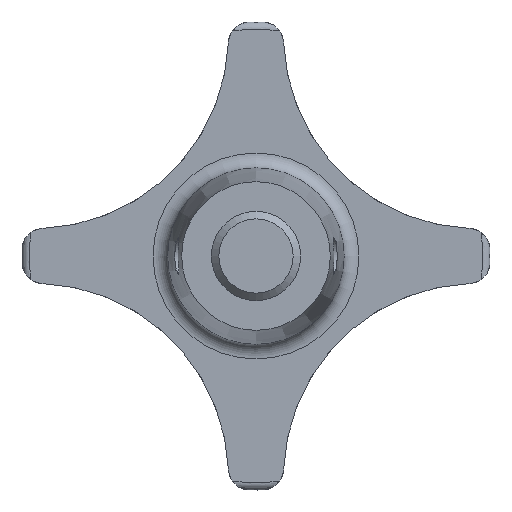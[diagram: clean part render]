
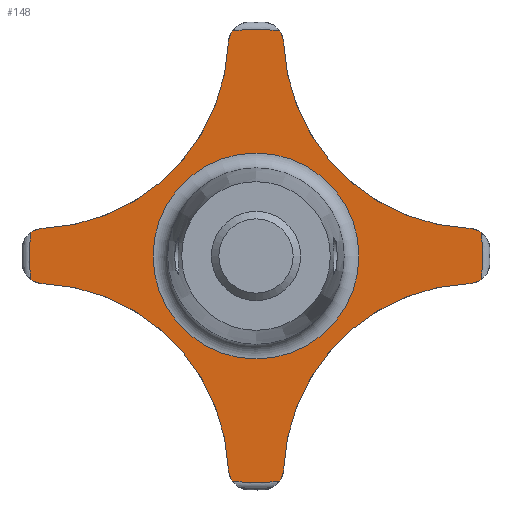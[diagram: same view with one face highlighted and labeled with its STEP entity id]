
A CAD part, front view. The second image highlights one B-rep face of the part: STEP entity #148.
In plain terms, the highlighted planar face has unit normal (0, -1, 0).
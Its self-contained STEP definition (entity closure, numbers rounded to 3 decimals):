
#148 = ADVANCED_FACE( '', ( #319, #320 ), #321, .F. );
#319 = FACE_BOUND( '', #501, .T. );
#320 = FACE_OUTER_BOUND( '', #502, .T. );
#321 = PLANE( '', #503 );
#501 = EDGE_LOOP( '', ( #843 ) );
#502 = EDGE_LOOP( '', ( #844, #845, #846, #847, #848, #849, #850, #851, #852, #853, #854, #855, #856, #857, #858, #859 ) );
#503 = AXIS2_PLACEMENT_3D( '', #860, #861, #862 );
#843 = ORIENTED_EDGE( '', *, *, #1124, .F. );
#844 = ORIENTED_EDGE( '', *, *, #1125, .T. );
#845 = ORIENTED_EDGE( '', *, *, #1126, .T. );
#846 = ORIENTED_EDGE( '', *, *, #1127, .F. );
#847 = ORIENTED_EDGE( '', *, *, #1093, .T. );
#848 = ORIENTED_EDGE( '', *, *, #1128, .T. );
#849 = ORIENTED_EDGE( '', *, *, #998, .T. );
#850 = ORIENTED_EDGE( '', *, *, #1129, .F. );
#851 = ORIENTED_EDGE( '', *, *, #1016, .T. );
#852 = ORIENTED_EDGE( '', *, *, #1130, .T. );
#853 = ORIENTED_EDGE( '', *, *, #1112, .T. );
#854 = ORIENTED_EDGE( '', *, *, #1037, .F. );
#855 = ORIENTED_EDGE( '', *, *, #1088, .T. );
#856 = ORIENTED_EDGE( '', *, *, #1046, .T. );
#857 = ORIENTED_EDGE( '', *, *, #1062, .T. );
#858 = ORIENTED_EDGE( '', *, *, #1028, .F. );
#859 = ORIENTED_EDGE( '', *, *, #1075, .T. );
#860 = CARTESIAN_POINT( '', ( 30.464, 23., 0. ) );
#861 = DIRECTION( '', ( 0., 1., 0. ) );
#862 = DIRECTION( '', ( 0., 0., 1. ) );
#998 = EDGE_CURVE( '', #1171, #1169, #1172, .F. );
#1016 = EDGE_CURVE( '', #1202, #1200, #1203, .F. );
#1028 = EDGE_CURVE( '', #1221, #1223, #1224, .F. );
#1037 = EDGE_CURVE( '', #1237, #1239, #1240, .F. );
#1046 = EDGE_CURVE( '', #1244, #1254, #1256, .T. );
#1062 = EDGE_CURVE( '', #1254, #1223, #1279, .F. );
#1075 = EDGE_CURVE( '', #1221, #1296, #1298, .F. );
#1088 = EDGE_CURVE( '', #1237, #1244, #1315, .F. );
#1093 = EDGE_CURVE( '', #1323, #1321, #1324, .F. );
#1112 = EDGE_CURVE( '', #1349, #1239, #1350, .F. );
#1124 = EDGE_CURVE( '', #1363, #1363, #1364, .T. );
#1125 = EDGE_CURVE( '', #1296, #1365, #1366, .T. );
#1126 = EDGE_CURVE( '', #1365, #1367, #1368, .F. );
#1127 = EDGE_CURVE( '', #1323, #1367, #1369, .F. );
#1128 = EDGE_CURVE( '', #1321, #1171, #1370, .T. );
#1129 = EDGE_CURVE( '', #1202, #1169, #1371, .F. );
#1130 = EDGE_CURVE( '', #1200, #1349, #1372, .T. );
#1169 = VERTEX_POINT( '', #1440 );
#1171 = VERTEX_POINT( '', #1443 );
#1172 = CIRCLE( '', #1444, 3. );
#1200 = VERTEX_POINT( '', #1517 );
#1202 = VERTEX_POINT( '', #1532 );
#1203 = CIRCLE( '', #1533, 3. );
#1221 = VERTEX_POINT( '', #1695 );
#1223 = VERTEX_POINT( '', #1698 );
#1224 = CIRCLE( '', #1699, 26. );
#1237 = VERTEX_POINT( '', #1751 );
#1239 = VERTEX_POINT( '', #1754 );
#1240 = CIRCLE( '', #1755, 26. );
#1244 = VERTEX_POINT( '', #1760 );
#1254 = VERTEX_POINT( '', #1797 );
#1256 = CIRCLE( '', #1812, 30.464 );
#1279 = CIRCLE( '', #1860, 3. );
#1296 = VERTEX_POINT( '', #1920 );
#1298 = CIRCLE( '', #1935, 3. );
#1315 = CIRCLE( '', #1979, 3. );
#1321 = VERTEX_POINT( '', #1997 );
#1323 = VERTEX_POINT( '', #2012 );
#1324 = CIRCLE( '', #2013, 3. );
#1349 = VERTEX_POINT( '', #2072 );
#1350 = CIRCLE( '', #2073, 3. );
#1363 = VERTEX_POINT( '', #2164 );
#1364 = CIRCLE( '', #2165, 13.845 );
#1365 = VERTEX_POINT( '', #2166 );
#1366 = CIRCLE( '', #2167, 30.464 );
#1367 = VERTEX_POINT( '', #2168 );
#1368 = CIRCLE( '', #2169, 3. );
#1369 = CIRCLE( '', #2170, 26. );
#1370 = CIRCLE( '', #2171, 30.464 );
#1371 = CIRCLE( '', #2172, 26. );
#1372 = CIRCLE( '', #2173, 30.464 );
#1440 = CARTESIAN_POINT( '', ( 3.721, 23., -28.624 ) );
#1443 = CARTESIAN_POINT( '', ( 3.12, 23., -30.304 ) );
#1444 = AXIS2_PLACEMENT_3D( '', #2260, #2261, #2262 );
#1517 = CARTESIAN_POINT( '', ( 30.304, 23., -3.12 ) );
#1532 = CARTESIAN_POINT( '', ( 28.624, 23., -3.721 ) );
#1533 = AXIS2_PLACEMENT_3D( '', #2281, #2282, #2283 );
#1695 = CARTESIAN_POINT( '', ( -28.624, 23., 3.721 ) );
#1698 = CARTESIAN_POINT( '', ( -3.721, 23., 28.624 ) );
#1699 = AXIS2_PLACEMENT_3D( '', #2295, #2296, #2297 );
#1751 = CARTESIAN_POINT( '', ( 3.721, 23., 28.624 ) );
#1754 = CARTESIAN_POINT( '', ( 28.624, 23., 3.721 ) );
#1755 = AXIS2_PLACEMENT_3D( '', #2301, #2302, #2303 );
#1760 = CARTESIAN_POINT( '', ( 3.12, 23., 30.304 ) );
#1797 = CARTESIAN_POINT( '', ( -3.12, 23., 30.304 ) );
#1812 = AXIS2_PLACEMENT_3D( '', #2311, #2312, #2313 );
#1860 = AXIS2_PLACEMENT_3D( '', #2329, #2330, #2331 );
#1920 = CARTESIAN_POINT( '', ( -30.304, 23., 3.12 ) );
#1935 = AXIS2_PLACEMENT_3D( '', #2341, #2342, #2343 );
#1979 = AXIS2_PLACEMENT_3D( '', #2354, #2355, #2356 );
#1997 = CARTESIAN_POINT( '', ( -3.12, 23., -30.304 ) );
#2012 = CARTESIAN_POINT( '', ( -3.721, 23., -28.624 ) );
#2013 = AXIS2_PLACEMENT_3D( '', #2357, #2358, #2359 );
#2072 = CARTESIAN_POINT( '', ( 30.304, 23., 3.12 ) );
#2073 = AXIS2_PLACEMENT_3D( '', #2373, #2374, #2375 );
#2164 = CARTESIAN_POINT( '', ( 0., 23., -13.845 ) );
#2165 = AXIS2_PLACEMENT_3D( '', #2377, #2378, #2379 );
#2166 = CARTESIAN_POINT( '', ( -30.304, 23., -3.12 ) );
#2167 = AXIS2_PLACEMENT_3D( '', #2380, #2381, #2382 );
#2168 = CARTESIAN_POINT( '', ( -28.624, 23., -3.721 ) );
#2169 = AXIS2_PLACEMENT_3D( '', #2383, #2384, #2385 );
#2170 = AXIS2_PLACEMENT_3D( '', #2386, #2387, #2388 );
#2171 = AXIS2_PLACEMENT_3D( '', #2389, #2390, #2391 );
#2172 = AXIS2_PLACEMENT_3D( '', #2392, #2393, #2394 );
#2173 = AXIS2_PLACEMENT_3D( '', #2395, #2396, #2397 );
#2260 = CARTESIAN_POINT( '', ( 0.723, 23., -28.5 ) );
#2261 = DIRECTION( '', ( 0., 1., 0. ) );
#2262 = DIRECTION( '', ( 0., 0., 1. ) );
#2281 = CARTESIAN_POINT( '', ( 28.5, 23., -0.723 ) );
#2282 = DIRECTION( '', ( 0., 1., 0. ) );
#2283 = DIRECTION( '', ( 0., 0., 1. ) );
#2295 = CARTESIAN_POINT( '', ( -29.698, 23., 29.698 ) );
#2296 = DIRECTION( '', ( 0., 1., 0. ) );
#2297 = DIRECTION( '', ( 0., 0., 1. ) );
#2301 = CARTESIAN_POINT( '', ( 29.698, 23., 29.698 ) );
#2302 = DIRECTION( '', ( 0., 1., 0. ) );
#2303 = DIRECTION( '', ( 0., 0., 1. ) );
#2311 = CARTESIAN_POINT( '', ( 0., 23., 0. ) );
#2312 = DIRECTION( '', ( 0., -1., 0. ) );
#2313 = DIRECTION( '', ( 0., 0., -1. ) );
#2329 = CARTESIAN_POINT( '', ( -0.723, 23., 28.5 ) );
#2330 = DIRECTION( '', ( 0., 1., 0. ) );
#2331 = DIRECTION( '', ( 0., 0., 1. ) );
#2341 = CARTESIAN_POINT( '', ( -28.5, 23., 0.723 ) );
#2342 = DIRECTION( '', ( 0., 1., 0. ) );
#2343 = DIRECTION( '', ( 0., 0., 1. ) );
#2354 = CARTESIAN_POINT( '', ( 0.723, 23., 28.5 ) );
#2355 = DIRECTION( '', ( 0., 1., 0. ) );
#2356 = DIRECTION( '', ( 0., 0., 1. ) );
#2357 = CARTESIAN_POINT( '', ( -0.723, 23., -28.5 ) );
#2358 = DIRECTION( '', ( 0., 1., 0. ) );
#2359 = DIRECTION( '', ( 0., 0., 1. ) );
#2373 = CARTESIAN_POINT( '', ( 28.5, 23., 0.723 ) );
#2374 = DIRECTION( '', ( 0., 1., 0. ) );
#2375 = DIRECTION( '', ( 0., 0., 1. ) );
#2377 = CARTESIAN_POINT( '', ( 0., 23., 0. ) );
#2378 = DIRECTION( '', ( 0., -1., 0. ) );
#2379 = DIRECTION( '', ( 0., 0., -1. ) );
#2380 = CARTESIAN_POINT( '', ( 0., 23., 0. ) );
#2381 = DIRECTION( '', ( 0., -1., 0. ) );
#2382 = DIRECTION( '', ( 0., 0., -1. ) );
#2383 = CARTESIAN_POINT( '', ( -28.5, 23., -0.723 ) );
#2384 = DIRECTION( '', ( 0., 1., 0. ) );
#2385 = DIRECTION( '', ( 0., 0., 1. ) );
#2386 = CARTESIAN_POINT( '', ( -29.698, 23., -29.698 ) );
#2387 = DIRECTION( '', ( 0., 1., 0. ) );
#2388 = DIRECTION( '', ( 0., 0., 1. ) );
#2389 = CARTESIAN_POINT( '', ( 0., 23., 0. ) );
#2390 = DIRECTION( '', ( 0., -1., 0. ) );
#2391 = DIRECTION( '', ( 0., 0., -1. ) );
#2392 = CARTESIAN_POINT( '', ( 29.698, 23., -29.698 ) );
#2393 = DIRECTION( '', ( 0., 1., 0. ) );
#2394 = DIRECTION( '', ( 0., 0., 1. ) );
#2395 = CARTESIAN_POINT( '', ( 0., 23., 0. ) );
#2396 = DIRECTION( '', ( 0., -1., 0. ) );
#2397 = DIRECTION( '', ( 0., 0., -1. ) );
